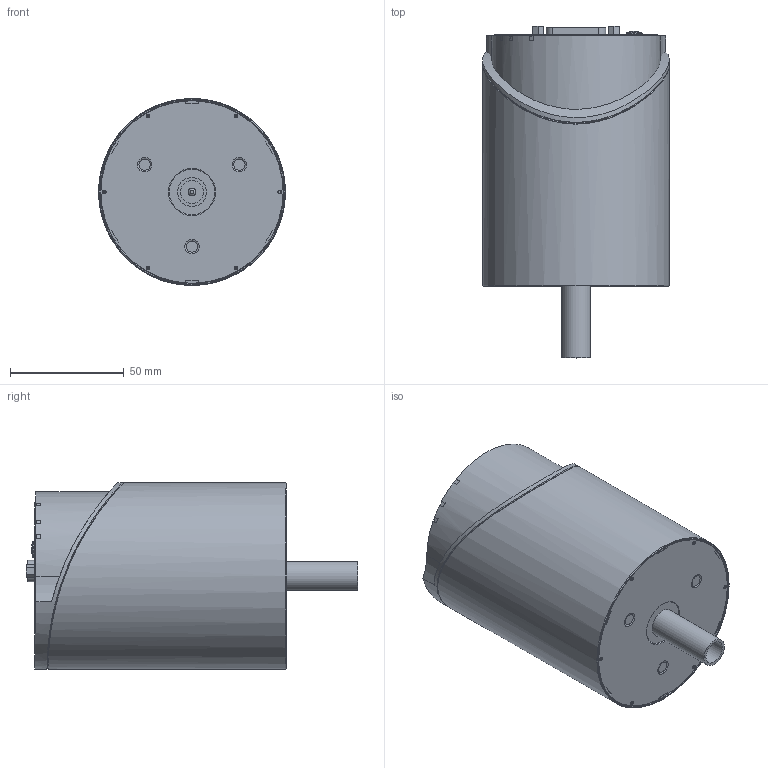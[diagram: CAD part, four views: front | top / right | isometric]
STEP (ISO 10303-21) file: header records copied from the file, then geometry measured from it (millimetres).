
FILE_DESCRIPTION(/* description */ (''),/* implementation_level */ '2;1');
FILE_NAME(/* name */ 'MCDG045D_tube.stp',/* time_stamp */ '2017-03-16T14:34:52+01:00',/* author */ ('STUJ'),/* organization */ (''),/* preprocessor_version */ 'ST-DEVELOPER v16.1',/* originating_system */ 'Autodesk Inventor 2016',/* authorisation */ '');
FILE_SCHEMA (('AUTOMOTIVE_DESIGN { 1 0 10303 214 3 1 1 }'));
Length unit declared in the file: millimetre
Products named in the file (1): Bauteil4
Bounding box: 82 x 145.75 x 82 mm (x, y, z)
Volume: 570261.6 mm3; surface area: 45581.3 mm2
Topology: 1 solids, 6 shells, 475 faces, 1207 edges, 760 vertices
Faces by surface type: plane 221, cylinder 166, bspline 34, sphere 27, torus 19, cone 8
Full cylindrical faces by diameter (mm): 1 x15, 1.5 x2, 2.156 x2, 2.5 x1, 2.845 x2, 3.2 x2, 3.4 x2, 4.5 x1, 7 x1, 10.2 x1, 12.7 x1, 82 x2
Entity records: 15665 total; most frequent: CARTESIAN_POINT 4123, DIRECTION 2264, ORIENTED_EDGE 2198, EDGE_CURVE 1095, AXIS2_PLACEMENT_3D 825, VERTEX_POINT 725, LINE 614, VECTOR 614
